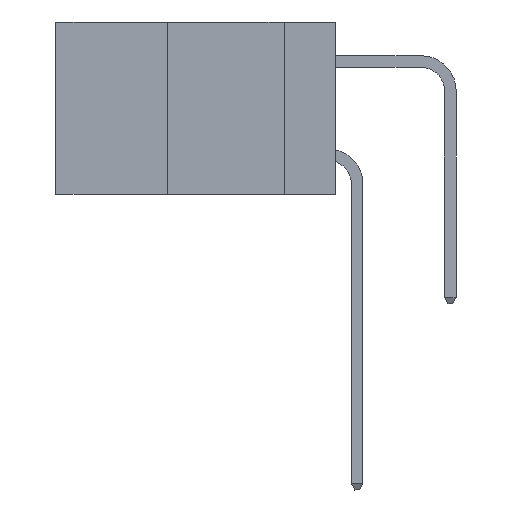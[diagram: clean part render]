
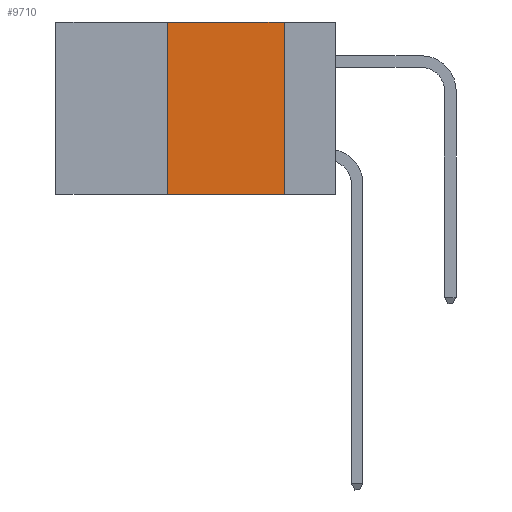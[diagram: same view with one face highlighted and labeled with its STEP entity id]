
A CAD part, left-side view. The second image highlights one B-rep face of the part: STEP entity #9710.
In plain terms, the highlighted planar face has unit normal (-1, 0, 0).
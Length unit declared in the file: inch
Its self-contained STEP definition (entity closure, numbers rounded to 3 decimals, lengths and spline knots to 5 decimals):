
#443 = CARTESIAN_POINT ( 'NONE',  ( 0., 0.11, 0. ) ) ;
#701 = CARTESIAN_POINT ( 'NONE',  ( 0., 0.11, 0. ) ) ;
#1992 = LINE ( 'NONE', #7709, #12028 ) ;
#2788 = ORIENTED_EDGE ( 'NONE', *, *, #10981, .F. ) ;
#2825 = DIRECTION ( 'NONE',  ( 0., 0., -1. ) ) ;
#3703 = LINE ( 'NONE', #7059, #12270 ) ;
#3851 = EDGE_CURVE ( 'NONE', #4754, #9439, #1992, .T. ) ;
#4048 = LINE ( 'NONE', #701, #10570 ) ;
#4267 = PLANE ( 'NONE',  #4736 ) ;
#4423 = ORIENTED_EDGE ( 'NONE', *, *, #8879, .F. ) ;
#4736 = AXIS2_PLACEMENT_3D ( 'NONE', #11096, #12005, #2825 ) ;
#4754 = VERTEX_POINT ( 'NONE', #10376 ) ;
#4959 = EDGE_LOOP ( 'NONE', ( #9722, #2788, #4423, #12913 ) ) ;
#5565 = DIRECTION ( 'NONE',  ( 0., -1., 0. ) ) ;
#6672 = VECTOR ( 'NONE', #11587, 39.37008 ) ;
#6964 = CARTESIAN_POINT ( 'NONE',  ( 0., 0.6, 0. ) ) ;
#7059 = CARTESIAN_POINT ( 'NONE',  ( 0., 0.36, 0. ) ) ;
#7709 = CARTESIAN_POINT ( 'NONE',  ( 0., 0.6, -0.37 ) ) ;
#8879 = EDGE_CURVE ( 'NONE', #4754, #10227, #3703, .T. ) ;
#9439 = VERTEX_POINT ( 'NONE', #14779 ) ;
#9710 = ADVANCED_FACE ( 'NONE', ( #11161 ), #4267, .F. ) ;
#9722 = ORIENTED_EDGE ( 'NONE', *, *, #12111, .F. ) ;
#10227 = VERTEX_POINT ( 'NONE', #13439 ) ;
#10376 = CARTESIAN_POINT ( 'NONE',  ( 0., 0.36, -0.37 ) ) ;
#10570 = VECTOR ( 'NONE', #12391, 39.37008 ) ;
#10981 = EDGE_CURVE ( 'NONE', #10227, #14154, #14308, .T. ) ;
#11096 = CARTESIAN_POINT ( 'NONE',  ( 0., 0.6, 0. ) ) ;
#11161 = FACE_OUTER_BOUND ( 'NONE', #4959, .T. ) ;
#11587 = DIRECTION ( 'NONE',  ( 0., -1., 0. ) ) ;
#12005 = DIRECTION ( 'NONE',  ( 1., 0., 0. ) ) ;
#12028 = VECTOR ( 'NONE', #5565, 39.37008 ) ;
#12111 = EDGE_CURVE ( 'NONE', #14154, #9439, #4048, .T. ) ;
#12270 = VECTOR ( 'NONE', #13908, 39.37008 ) ;
#12391 = DIRECTION ( 'NONE',  ( 0., 0., -1. ) ) ;
#12913 = ORIENTED_EDGE ( 'NONE', *, *, #3851, .T. ) ;
#13439 = CARTESIAN_POINT ( 'NONE',  ( 0., 0.36, 0. ) ) ;
#13908 = DIRECTION ( 'NONE',  ( 0., 0., 1. ) ) ;
#14154 = VERTEX_POINT ( 'NONE', #443 ) ;
#14308 = LINE ( 'NONE', #6964, #6672 ) ;
#14779 = CARTESIAN_POINT ( 'NONE',  ( 0., 0.11, -0.37 ) ) ;
